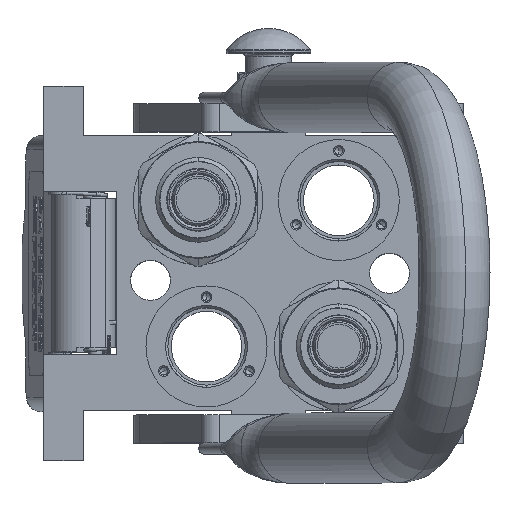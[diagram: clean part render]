
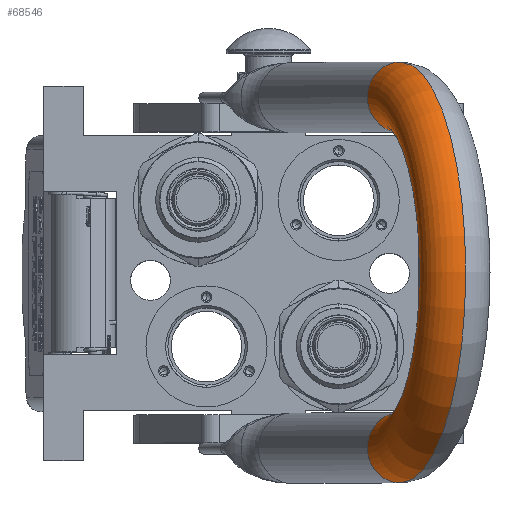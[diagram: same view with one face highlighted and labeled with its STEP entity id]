
A CAD part, top view. The second image highlights one B-rep face of the part: STEP entity #68546.
In plain terms, the highlighted toroidal (fillet/blend) face has major radius 62.25 mm and minor radius 12.5 mm.
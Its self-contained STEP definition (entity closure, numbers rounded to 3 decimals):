
#7920 = DIRECTION ( 'NONE',  ( 1., 0., 0. ) ) ;
#8754 = DIRECTION ( 'NONE',  ( 0., 1., 0. ) ) ;
#11273 = EDGE_CURVE ( 'NONE', #34820, #88420, #120593, .T. ) ;
#17422 = EDGE_CURVE ( 'NONE', #118515, #88420, #51605, .T. ) ;
#17749 = CARTESIAN_POINT ( 'NONE',  ( 49.75, 0., 125.25 ) ) ;
#20785 = EDGE_CURVE ( 'NONE', #71875, #118515, #58603, .T. ) ;
#22113 = ORIENTED_EDGE ( 'NONE', *, *, #17422, .F. ) ;
#23737 = DIRECTION ( 'NONE',  ( 0., 1., 0. ) ) ;
#28629 = EDGE_CURVE ( 'NONE', #71875, #34820, #124298, .T. ) ;
#30718 = CARTESIAN_POINT ( 'NONE',  ( -74.75, 0., 125.25 ) ) ;
#33044 = CARTESIAN_POINT ( 'NONE',  ( 74.75, 0., 125.25 ) ) ;
#34820 = VERTEX_POINT ( 'NONE', #44027 ) ;
#39835 = AXIS2_PLACEMENT_3D ( 'NONE', #125367, #8754, #7920 ) ;
#40759 = DIRECTION ( 'NONE',  ( -1., 0., 0. ) ) ;
#44027 = CARTESIAN_POINT ( 'NONE',  ( -49.75, 0., 125.25 ) ) ;
#46778 = FACE_OUTER_BOUND ( 'NONE', #100691, .T. ) ;
#47922 = DIRECTION ( 'NONE',  ( 0., 0., 1. ) ) ;
#48968 = AXIS2_PLACEMENT_3D ( 'NONE', #62042, #52273, #52690 ) ;
#51605 = CIRCLE ( 'NONE', #67401, 12.5 ) ;
#52273 = DIRECTION ( 'NONE',  ( 0., 1., 0. ) ) ;
#52690 = DIRECTION ( 'NONE',  ( -1., 0., 0. ) ) ;
#58603 = CIRCLE ( 'NONE', #48968, 74.75 ) ;
#61960 = DIRECTION ( 'NONE',  ( 1., 0., 0. ) ) ;
#62042 = CARTESIAN_POINT ( 'NONE',  ( 0., 0., 125.25 ) ) ;
#64217 = ORIENTED_EDGE ( 'NONE', *, *, #20785, .F. ) ;
#67401 = AXIS2_PLACEMENT_3D ( 'NONE', #101513, #119429, #61960 ) ;
#67428 = DIRECTION ( 'NONE',  ( -1., 0., 0. ) ) ;
#67602 = AXIS2_PLACEMENT_3D ( 'NONE', #124912, #47922, #67428 ) ;
#68546 = ADVANCED_FACE ( 'NONE', ( #46778 ), #95370, .T. ) ;
#71875 = VERTEX_POINT ( 'NONE', #30718 ) ;
#75225 = AXIS2_PLACEMENT_3D ( 'NONE', #111792, #23737, #40759 ) ;
#88420 = VERTEX_POINT ( 'NONE', #17749 ) ;
#95370 = TOROIDAL_SURFACE ( 'NONE', #39835, 62.25, 12.5 ) ;
#100691 = EDGE_LOOP ( 'NONE', ( #118885, #22113, #64217, #122444 ) ) ;
#101513 = CARTESIAN_POINT ( 'NONE',  ( 62.25, 0., 125.25 ) ) ;
#111792 = CARTESIAN_POINT ( 'NONE',  ( 0., 0., 125.25 ) ) ;
#118515 = VERTEX_POINT ( 'NONE', #33044 ) ;
#118885 = ORIENTED_EDGE ( 'NONE', *, *, #11273, .T. ) ;
#119429 = DIRECTION ( 'NONE',  ( 0., 0., -1. ) ) ;
#120593 = CIRCLE ( 'NONE', #75225, 49.75 ) ;
#122444 = ORIENTED_EDGE ( 'NONE', *, *, #28629, .T. ) ;
#124298 = CIRCLE ( 'NONE', #67602, 12.5 ) ;
#124912 = CARTESIAN_POINT ( 'NONE',  ( -62.25, 0., 125.25 ) ) ;
#125367 = CARTESIAN_POINT ( 'NONE',  ( 0., 0., 125.25 ) ) ;
